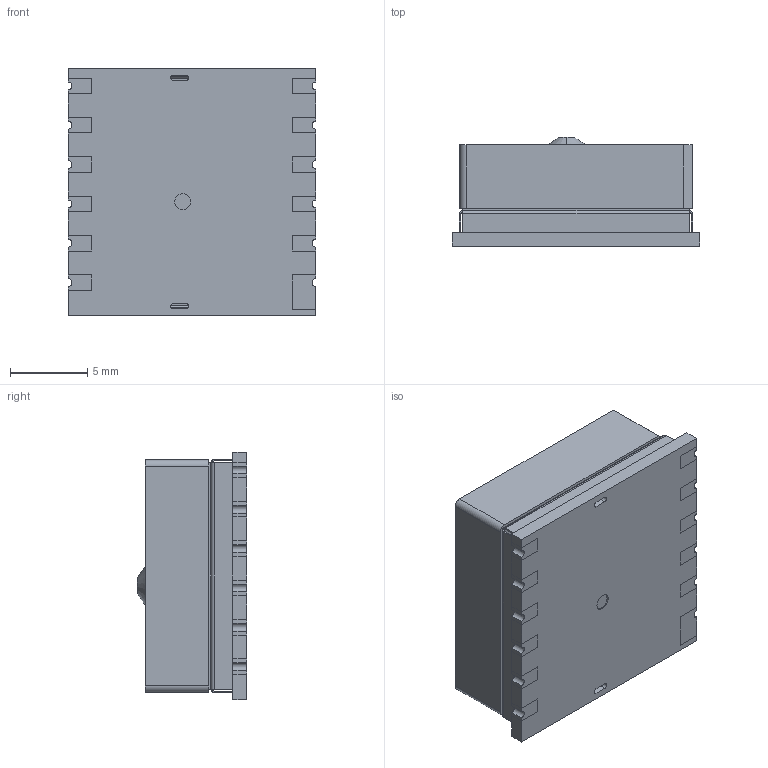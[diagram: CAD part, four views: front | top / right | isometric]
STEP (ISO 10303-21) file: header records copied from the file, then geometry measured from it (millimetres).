
FILE_DESCRIPTION (( 'STEP AP214' ), '1' );
FILE_NAME ('L80-M39.STEP', '2020-10-23T11:52:39', ( '' ), ( '' ), 'SwSTEP 2.0', 'SolidWorks 2017', '' );
FILE_SCHEMA (( 'AUTOMOTIVE_DESIGN' ));
Length unit declared in the file: millimetre
Products named in the file (1): L80-M39
Bounding box: 16 x 7.05 x 16 mm (x, y, z)
Volume: 1214.5 mm3; surface area: 2753 mm2
Topology: 20 solids, 20 shells, 295 faces, 744 edges, 490 vertices
Faces by surface type: plane 250, cylinder 43, cone 2
Entity records: 8963 total; most frequent: CARTESIAN_POINT 1530, ORIENTED_EDGE 1488, DIRECTION 1424, EDGE_CURVE 744, VECTOR 656, LINE 656, VERTEX_POINT 490, AXIS2_PLACEMENT_3D 384
